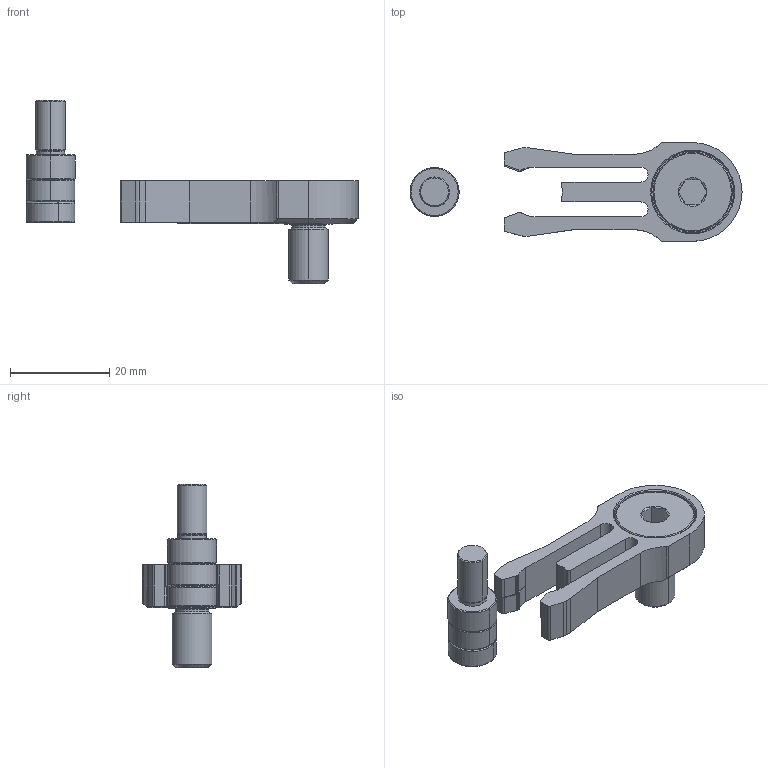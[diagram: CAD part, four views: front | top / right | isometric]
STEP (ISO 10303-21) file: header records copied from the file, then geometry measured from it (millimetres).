
FILE_DESCRIPTION (( 'STEP AP214' ), '1' );
FILE_NAME ('RCM204810.STEP', '2017-03-23T15:26:52', ( '' ), ( '' ), 'SwSTEP 2.0', 'SolidWorks 2017', '' );
FILE_SCHEMA (( 'AUTOMOTIVE_DESIGN' ));
Length unit declared in the file: millimetre
Products named in the file (7): TF2010M6-1; RCM204810; TF2010M6-2; 9RCM20-TOR; 9RCM204810; TF2010M6-3; TF2010M6
Assembly tree (6 placements, depth 3):
  RCM204810
    9RCM204810
    TF2010M6
      TF2010M6-1
      TF2010M6-2
      TF2010M6-3
    9RCM20-TOR
Bounding box: 66.9 x 19.9 x 36.97 mm (x, y, z)
Volume: 6555.7 mm3; surface area: 5604.1 mm2
Topology: 5 solids, 5 shells, 223 faces, 521 edges, 320 vertices
Faces by surface type: plane 90, cylinder 76, cone 41, torus 16
Entity records: 6752 total; most frequent: DIRECTION 1216, CARTESIAN_POINT 1175, ORIENTED_EDGE 1042, EDGE_CURVE 521, AXIS2_PLACEMENT_3D 479, VERTEX_POINT 320, LINE 258, VECTOR 258
